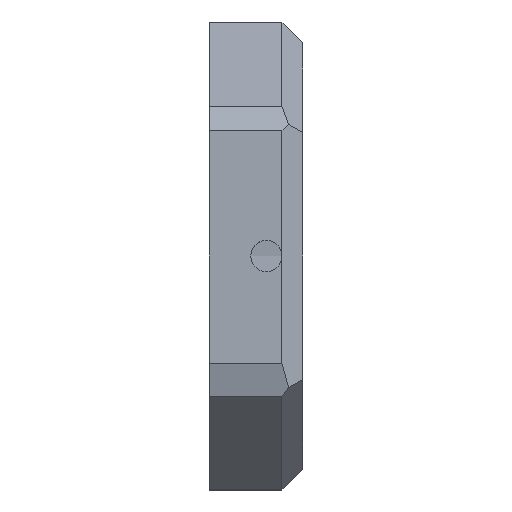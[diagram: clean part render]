
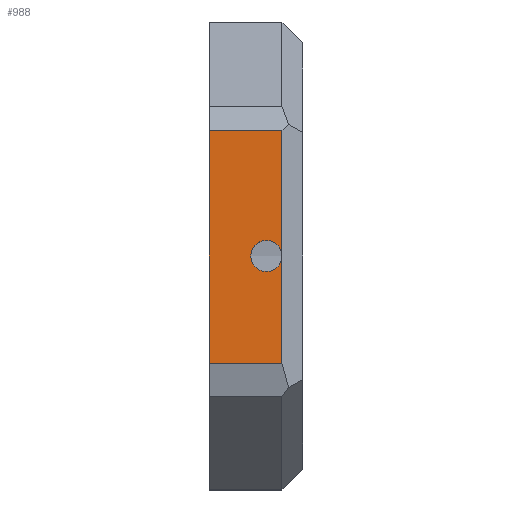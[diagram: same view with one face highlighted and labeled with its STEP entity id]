
A CAD part, left-side view. The second image highlights one B-rep face of the part: STEP entity #988.
In plain terms, the highlighted planar face has unit normal (-1, 0, 0).
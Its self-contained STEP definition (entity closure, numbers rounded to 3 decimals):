
#3 = VERTEX_POINT ( 'NONE', #434 ) ;
#35 = CIRCLE ( 'NONE', #3672, 1.5 ) ;
#87 = LINE ( 'NONE', #1008, #2672 ) ;
#167 = EDGE_CURVE ( 'NONE', #1489, #3, #1084, .T. ) ;
#424 = VECTOR ( 'NONE', #1284, 1000. ) ;
#434 = CARTESIAN_POINT ( 'NONE',  ( -130.567, 3.5, 1.5 ) ) ;
#495 = EDGE_CURVE ( 'NONE', #3706, #1489, #1870, .T. ) ;
#589 = ORIENTED_EDGE ( 'NONE', *, *, #3771, .F. ) ;
#672 = LINE ( 'NONE', #2868, #2168 ) ;
#720 = FACE_OUTER_BOUND ( 'NONE', #2466, .T. ) ;
#755 = AXIS2_PLACEMENT_3D ( 'NONE', #1749, #2718, #2676 ) ;
#842 = CARTESIAN_POINT ( 'NONE',  ( -130.567, 9., 0. ) ) ;
#932 = EDGE_CURVE ( 'NONE', #1087, #1489, #87, .T. ) ;
#940 = CARTESIAN_POINT ( 'NONE',  ( -130.567, 3.5, 0. ) ) ;
#950 = AXIS2_PLACEMENT_3D ( 'NONE', #940, #3351, #3690 ) ;
#988 = ADVANCED_FACE ( 'NONE', ( #720 ), #2593, .F. ) ;
#1008 = CARTESIAN_POINT ( 'NONE',  ( -130.567, 2., 0. ) ) ;
#1084 = CIRCLE ( 'NONE', #950, 1.5 ) ;
#1087 = VERTEX_POINT ( 'NONE', #3630 ) ;
#1093 = CARTESIAN_POINT ( 'NONE',  ( -130.567, 9., 0. ) ) ;
#1110 = EDGE_CURVE ( 'NONE', #2318, #3016, #3264, .T. ) ;
#1167 = CARTESIAN_POINT ( 'NONE',  ( -130.567, 2., 12.029 ) ) ;
#1254 = ORIENTED_EDGE ( 'NONE', *, *, #1776, .T. ) ;
#1284 = DIRECTION ( 'NONE',  ( 0., 1., 0. ) ) ;
#1469 = ORIENTED_EDGE ( 'NONE', *, *, #1110, .F. ) ;
#1489 = VERTEX_POINT ( 'NONE', #2992 ) ;
#1568 = EDGE_CURVE ( 'NONE', #2318, #1087, #3626, .T. ) ;
#1596 = VERTEX_POINT ( 'NONE', #1167 ) ;
#1649 = ORIENTED_EDGE ( 'NONE', *, *, #495, .F. ) ;
#1692 = ORIENTED_EDGE ( 'NONE', *, *, #932, .T. ) ;
#1703 = DIRECTION ( 'NONE',  ( -1., 0., 0. ) ) ;
#1749 = CARTESIAN_POINT ( 'NONE',  ( -130.567, 3.5, 0. ) ) ;
#1776 = EDGE_CURVE ( 'NONE', #1489, #1596, #672, .T. ) ;
#1870 = CIRCLE ( 'NONE', #755, 1.5 ) ;
#2045 = DIRECTION ( 'NONE',  ( 0., -1., 0. ) ) ;
#2069 = ORIENTED_EDGE ( 'NONE', *, *, #3928, .T. ) ;
#2107 = VECTOR ( 'NONE', #2045, 1000. ) ;
#2145 = CARTESIAN_POINT ( 'NONE',  ( -130.567, 9., 12.029 ) ) ;
#2168 = VECTOR ( 'NONE', #2889, 1000. ) ;
#2272 = DIRECTION ( 'NONE',  ( 0., 0., 1. ) ) ;
#2288 = DIRECTION ( 'NONE',  ( 0., 0., 1. ) ) ;
#2291 = DIRECTION ( 'NONE',  ( 1., 0., 0. ) ) ;
#2318 = VERTEX_POINT ( 'NONE', #3383 ) ;
#2322 = ORIENTED_EDGE ( 'NONE', *, *, #1568, .T. ) ;
#2367 = DIRECTION ( 'NONE',  ( 0., 0., 1. ) ) ;
#2466 = EDGE_LOOP ( 'NONE', ( #1469, #2322, #1692, #1649, #589, #2944, #1254, #2069 ) ) ;
#2593 = PLANE ( 'NONE',  #3189 ) ;
#2672 = VECTOR ( 'NONE', #2272, 1000. ) ;
#2676 = DIRECTION ( 'NONE',  ( 0., 0., 1. ) ) ;
#2718 = DIRECTION ( 'NONE',  ( -1., 0., 0. ) ) ;
#2830 = LINE ( 'NONE', #2145, #424 ) ;
#2848 = CARTESIAN_POINT ( 'NONE',  ( -130.567, 9., 12.029 ) ) ;
#2868 = CARTESIAN_POINT ( 'NONE',  ( -130.567, 2., 0. ) ) ;
#2889 = DIRECTION ( 'NONE',  ( 0., 0., 1. ) ) ;
#2944 = ORIENTED_EDGE ( 'NONE', *, *, #167, .F. ) ;
#2956 = CARTESIAN_POINT ( 'NONE',  ( -130.567, 3.5, -1.5 ) ) ;
#2992 = CARTESIAN_POINT ( 'NONE',  ( -130.567, 2., 0. ) ) ;
#3009 = CARTESIAN_POINT ( 'NONE',  ( -130.567, 9., -10.297 ) ) ;
#3016 = VERTEX_POINT ( 'NONE', #2848 ) ;
#3081 = VECTOR ( 'NONE', #2367, 1000. ) ;
#3189 = AXIS2_PLACEMENT_3D ( 'NONE', #1093, #2291, #3831 ) ;
#3245 = CARTESIAN_POINT ( 'NONE',  ( -130.567, 3.5, 0. ) ) ;
#3264 = LINE ( 'NONE', #842, #3081 ) ;
#3351 = DIRECTION ( 'NONE',  ( -1., 0., 0. ) ) ;
#3383 = CARTESIAN_POINT ( 'NONE',  ( -130.567, 9., -10.297 ) ) ;
#3626 = LINE ( 'NONE', #3009, #2107 ) ;
#3630 = CARTESIAN_POINT ( 'NONE',  ( -130.567, 2., -10.297 ) ) ;
#3672 = AXIS2_PLACEMENT_3D ( 'NONE', #3245, #1703, #2288 ) ;
#3690 = DIRECTION ( 'NONE',  ( 0., 0., 1. ) ) ;
#3706 = VERTEX_POINT ( 'NONE', #2956 ) ;
#3771 = EDGE_CURVE ( 'NONE', #3, #3706, #35, .T. ) ;
#3831 = DIRECTION ( 'NONE',  ( 0., 0., -1. ) ) ;
#3928 = EDGE_CURVE ( 'NONE', #1596, #3016, #2830, .T. ) ;
